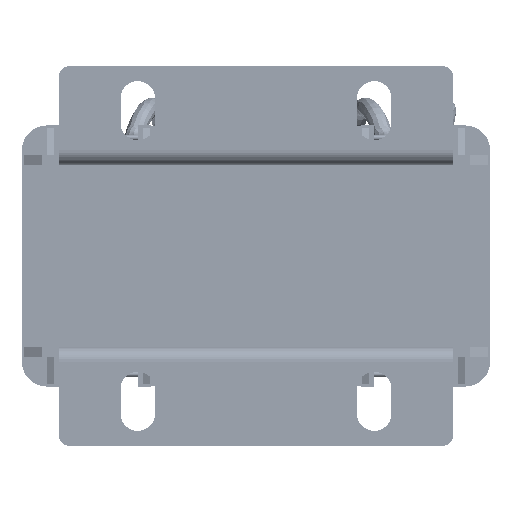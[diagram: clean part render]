
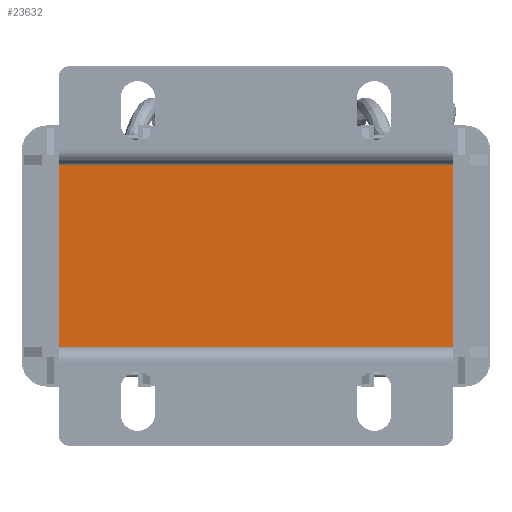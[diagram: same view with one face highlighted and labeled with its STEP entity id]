
A CAD part, front view. The second image highlights one B-rep face of the part: STEP entity #23632.
In plain terms, the highlighted planar face has unit normal (0, -1, 0).
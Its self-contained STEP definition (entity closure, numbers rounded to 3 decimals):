
#2102 = DIRECTION ( 'NONE',  ( 1., 0., 0. ) ) ;
#4065 = CARTESIAN_POINT ( 'NONE',  ( 80., 0., 0. ) ) ;
#4679 = ORIENTED_EDGE ( 'NONE', *, *, #31402, .F. ) ;
#8696 = CARTESIAN_POINT ( 'NONE',  ( 0., 0., 0. ) ) ;
#9061 = EDGE_LOOP ( 'NONE', ( #21512, #4679, #24404, #21081 ) ) ;
#11331 = FACE_OUTER_BOUND ( 'NONE', #9061, .T. ) ;
#16269 = LINE ( 'NONE', #48529, #19208 ) ;
#18468 = DIRECTION ( 'NONE',  ( 0., 0., -1. ) ) ;
#19208 = VECTOR ( 'NONE', #30466, 1000. ) ;
#21081 = ORIENTED_EDGE ( 'NONE', *, *, #58007, .T. ) ;
#21512 = ORIENTED_EDGE ( 'NONE', *, *, #25061, .T. ) ;
#22001 = DIRECTION ( 'NONE',  ( 0., 1., 0. ) ) ;
#22791 = CARTESIAN_POINT ( 'NONE',  ( 0., 0., 37. ) ) ;
#23632 = ADVANCED_FACE ( 'NONE', ( #11331 ), #35855, .F. ) ;
#24246 = LINE ( 'NONE', #32502, #46814 ) ;
#24404 = ORIENTED_EDGE ( 'NONE', *, *, #51790, .F. ) ;
#24968 = CARTESIAN_POINT ( 'NONE',  ( 0., 0., 0. ) ) ;
#25061 = EDGE_CURVE ( 'NONE', #41973, #56482, #37869, .T. ) ;
#26560 = VECTOR ( 'NONE', #55144, 1000. ) ;
#27984 = LINE ( 'NONE', #22791, #26560 ) ;
#30466 = DIRECTION ( 'NONE',  ( 1., 0., 0. ) ) ;
#31402 = EDGE_CURVE ( 'NONE', #33078, #56482, #24246, .T. ) ;
#31917 = AXIS2_PLACEMENT_3D ( 'NONE', #59245, #22001, #49962 ) ;
#32502 = CARTESIAN_POINT ( 'NONE',  ( 80., 0., 37. ) ) ;
#33078 = VERTEX_POINT ( 'NONE', #48643 ) ;
#35855 = PLANE ( 'NONE',  #31917 ) ;
#37197 = VECTOR ( 'NONE', #2102, 1000. ) ;
#37869 = LINE ( 'NONE', #24968, #37197 ) ;
#39272 = VERTEX_POINT ( 'NONE', #41926 ) ;
#41926 = CARTESIAN_POINT ( 'NONE',  ( 0., 0., 37. ) ) ;
#41973 = VERTEX_POINT ( 'NONE', #8696 ) ;
#46814 = VECTOR ( 'NONE', #18468, 1000. ) ;
#48529 = CARTESIAN_POINT ( 'NONE',  ( 0., 0., 37. ) ) ;
#48643 = CARTESIAN_POINT ( 'NONE',  ( 80., 0., 37. ) ) ;
#49962 = DIRECTION ( 'NONE',  ( 0., 0., 1. ) ) ;
#51790 = EDGE_CURVE ( 'NONE', #39272, #33078, #16269, .T. ) ;
#55144 = DIRECTION ( 'NONE',  ( 0., 0., -1. ) ) ;
#56482 = VERTEX_POINT ( 'NONE', #4065 ) ;
#58007 = EDGE_CURVE ( 'NONE', #39272, #41973, #27984, .T. ) ;
#59245 = CARTESIAN_POINT ( 'NONE',  ( 0., 0., 37. ) ) ;
